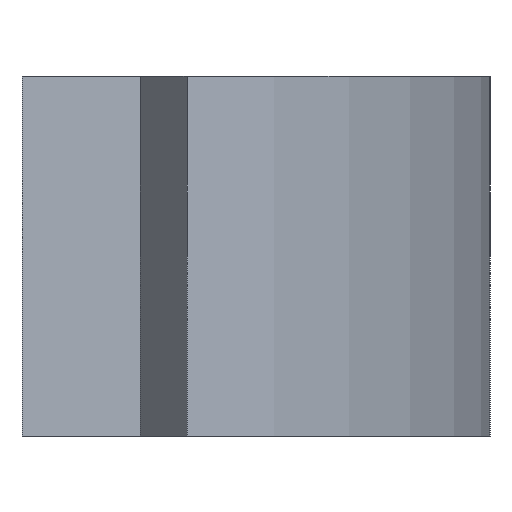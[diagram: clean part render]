
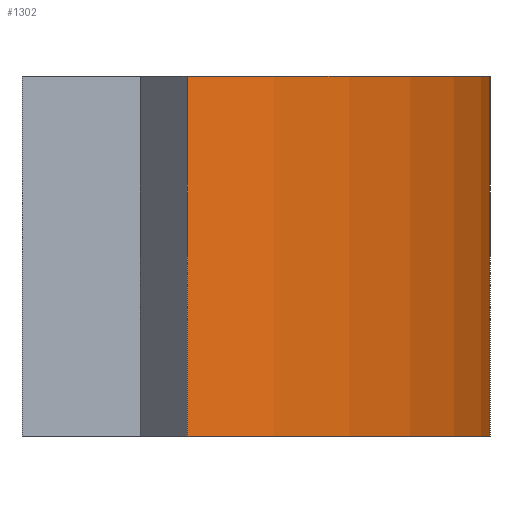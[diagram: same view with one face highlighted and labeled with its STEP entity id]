
A CAD part, left-side view. The second image highlights one B-rep face of the part: STEP entity #1302.
In plain terms, the highlighted cylindrical face has radius 23 mm (diameter 46 mm), a partial arc.
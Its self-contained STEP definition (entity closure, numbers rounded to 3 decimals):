
#21=CYLINDRICAL_SURFACE('',#1401,23.);
#95=FACE_OUTER_BOUND('',#179,.T.);
#179=EDGE_LOOP('',(#1152,#1153,#1154,#1155));
#190=CIRCLE('',#1337,23.);
#197=CIRCLE('',#1366,23.);
#360=LINE('',#2073,#526);
#362=LINE('',#2077,#528);
#526=VECTOR('',#1698,23.);
#528=VECTOR('',#1704,10.);
#543=VERTEX_POINT('',#1747);
#544=VERTEX_POINT('',#1749);
#643=VERTEX_POINT('',#1991);
#644=VERTEX_POINT('',#1993);
#663=EDGE_CURVE('',#544,#543,#190,.T.);
#785=EDGE_CURVE('',#644,#643,#197,.T.);
#826=EDGE_CURVE('',#543,#644,#360,.T.);
#828=EDGE_CURVE('',#643,#544,#362,.T.);
#1152=ORIENTED_EDGE('',*,*,#663,.T.);
#1153=ORIENTED_EDGE('',*,*,#826,.T.);
#1154=ORIENTED_EDGE('',*,*,#785,.T.);
#1155=ORIENTED_EDGE('',*,*,#828,.T.);
#1302=ADVANCED_FACE('',(#95),#21,.T.);
#1337=AXIS2_PLACEMENT_3D('',#1750,#1423,#1424);
#1366=AXIS2_PLACEMENT_3D('',#1994,#1596,#1597);
#1401=AXIS2_PLACEMENT_3D('',#2076,#1702,#1703);
#1423=DIRECTION('center_axis',(0.,0.,1.));
#1424=DIRECTION('ref_axis',(-0.828,-0.561,0.));
#1596=DIRECTION('center_axis',(0.,0.,-1.));
#1597=DIRECTION('ref_axis',(-0.828,-0.561,0.));
#1698=DIRECTION('',(0.,0.,1.));
#1702=DIRECTION('center_axis',(0.,0.,1.));
#1703=DIRECTION('ref_axis',(-0.828,-0.561,0.));
#1704=DIRECTION('',(0.,0.,-1.));
#1747=CARTESIAN_POINT('',(19.04,-15.6,0.));
#1749=CARTESIAN_POINT('',(0.,-5.502,0.));
#1750=CARTESIAN_POINT('Origin',(19.04,7.4,0.));
#1991=CARTESIAN_POINT('',(0.,-5.502,12.));
#1993=CARTESIAN_POINT('',(19.04,-15.6,12.));
#1994=CARTESIAN_POINT('Origin',(19.04,7.4,12.));
#2073=CARTESIAN_POINT('',(19.04,-15.6,0.));
#2076=CARTESIAN_POINT('Origin',(19.04,7.4,0.));
#2077=CARTESIAN_POINT('',(0.,-5.502,0.));
